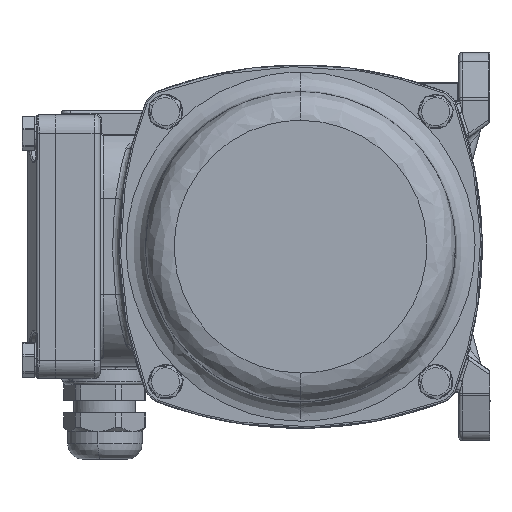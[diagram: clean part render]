
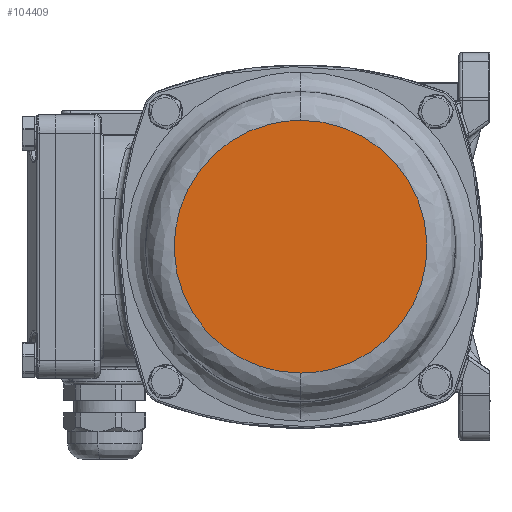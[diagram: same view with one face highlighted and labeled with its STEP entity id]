
A CAD part, left-side view. The second image highlights one B-rep face of the part: STEP entity #104409.
In plain terms, the highlighted planar face has unit normal (-1, 0, 0).
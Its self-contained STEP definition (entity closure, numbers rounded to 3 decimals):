
#663 = VERTEX_POINT ( 'NONE', #24667 ) ;
#11401 = CARTESIAN_POINT ( 'NONE',  ( -34., -86.344, -15.676 ) ) ;
#21119 = CARTESIAN_POINT ( 'NONE',  ( -34., -10.656, -15.676 ) ) ;
#23043 = CARTESIAN_POINT ( 'NONE',  ( -34., -45.836, -40.7 ) ) ;
#23992 = CARTESIAN_POINT ( 'NONE',  ( -34., -48.5, 40.7 ) ) ;
#24667 = CARTESIAN_POINT ( 'NONE',  ( -34., -48.5, -40.7 ) ) ;
#31927 = ORIENTED_EDGE ( 'NONE', *, *, #204965, .F. ) ;
#43035 = CARTESIAN_POINT ( 'NONE',  ( -34., -51.164, -40.7 ) ) ;
#43507 = CARTESIAN_POINT ( 'NONE',  ( -34., -16.988, 25.861 ) ) ;
#51048 = B_SPLINE_CURVE_WITH_KNOTS ( 'NONE', 3,
 ( #232091, #278649, #255359, #234974, #124133, #191182, #120277, #55176, #143535, #209718, #210693, #99797, #277686, #144486, #11401, #166872, #145451, #56130, #78468, #123167, #43035, #285080 ),
 .UNSPECIFIED., .F., .F.,
 ( 4, 1, 1, 1, 1, 1, 1, 1, 1, 1, 1, 1, 1, 1, 1, 1, 1, 1, 1, 4 ),
 ( 0., 0.031, 0.063, 0.094, 0.125, 0.188, 0.25, 0.281, 0.313, 0.375, 0.438, 0.5, 0.563, 0.625, 0.688, 0.75, 0.813, 0.875, 0.938, 1. ),
 .UNSPECIFIED. ) ;
#55176 = CARTESIAN_POINT ( 'NONE',  ( -34., -76.433, 29.811 ) ) ;
#56130 = CARTESIAN_POINT ( 'NONE',  ( -34., -71.257, -34.059 ) ) ;
#60961 = EDGE_LOOP ( 'NONE', ( #31927, #287390 ) ) ;
#67787 = CARTESIAN_POINT ( 'NONE',  ( -34., -31.648, 37.215 ) ) ;
#73862 = DIRECTION ( 'NONE',  ( 1., 0., 0. ) ) ;
#74825 = DIRECTION ( 'NONE',  ( 0., 1., 0. ) ) ;
#78468 = CARTESIAN_POINT ( 'NONE',  ( -34., -64.176, -37.844 ) ) ;
#82461 = CARTESIAN_POINT ( 'NONE',  ( -34., -48.5, -40.7 ) ) ;
#91056 = CARTESIAN_POINT ( 'NONE',  ( -34., -8.325, -7.991 ) ) ;
#94261 = PLANE ( 'NONE',  #212481 ) ;
#99797 = CARTESIAN_POINT ( 'NONE',  ( -34., -88.675, 7.992 ) ) ;
#104409 = ADVANCED_FACE ( 'NONE', ( #257181 ), #94261, .F. ) ;
#108641 = CARTESIAN_POINT ( 'NONE',  ( -34., -40.547, 39.982 ) ) ;
#108802 = B_SPLINE_CURVE_WITH_KNOTS ( 'NONE', 3,
 ( #82461, #23043, #222366, #157107, #110549, #130982, #178554, #21119, #91056, #266059, #176637, #154256, #111508, #43507, #267966, #199028, #67787, #153293, #108641, #223335, #286521, #23992 ),
 .UNSPECIFIED., .F., .F.,
 ( 4, 1, 1, 1, 1, 1, 1, 1, 1, 1, 1, 1, 1, 1, 1, 1, 1, 1, 1, 4 ),
 ( 0., 0.062, 0.125, 0.187, 0.25, 0.312, 0.375, 0.437, 0.5, 0.562, 0.625, 0.687, 0.719, 0.75, 0.812, 0.875, 0.906, 0.937, 0.969, 1. ),
 .UNSPECIFIED. ) ;
#110549 = CARTESIAN_POINT ( 'NONE',  ( -34., -25.743, -34.059 ) ) ;
#111508 = CARTESIAN_POINT ( 'NONE',  ( -34., -13.813, 21.581 ) ) ;
#120277 = CARTESIAN_POINT ( 'NONE',  ( -34., -71.258, 34.059 ) ) ;
#123167 = CARTESIAN_POINT ( 'NONE',  ( -34., -56.491, -40.175 ) ) ;
#124133 = CARTESIAN_POINT ( 'NONE',  ( -34., -60.334, 39.01 ) ) ;
#130982 = CARTESIAN_POINT ( 'NONE',  ( -34., -19.535, -28.965 ) ) ;
#143535 = CARTESIAN_POINT ( 'NONE',  ( -34., -80.012, 25.861 ) ) ;
#144486 = CARTESIAN_POINT ( 'NONE',  ( -34., -88.675, -7.991 ) ) ;
#145451 = CARTESIAN_POINT ( 'NONE',  ( -34., -77.465, -28.965 ) ) ;
#153293 = CARTESIAN_POINT ( 'NONE',  ( -34., -36.666, 39.01 ) ) ;
#154256 = CARTESIAN_POINT ( 'NONE',  ( -34., -10.655, 15.675 ) ) ;
#157107 = CARTESIAN_POINT ( 'NONE',  ( -34., -32.824, -37.844 ) ) ;
#166872 = CARTESIAN_POINT ( 'NONE',  ( -34., -82.559, -22.757 ) ) ;
#176637 = CARTESIAN_POINT ( 'NONE',  ( -34., -8.325, 7.992 ) ) ;
#178554 = CARTESIAN_POINT ( 'NONE',  ( -34., -14.441, -22.757 ) ) ;
#178758 = CARTESIAN_POINT ( 'NONE',  ( -34., -48.5, 40.7 ) ) ;
#191182 = CARTESIAN_POINT ( 'NONE',  ( -34., -65.352, 37.215 ) ) ;
#199028 = CARTESIAN_POINT ( 'NONE',  ( -34., -25.742, 34.059 ) ) ;
#204965 = EDGE_CURVE ( 'NONE', #243512, #663, #51048, .T. ) ;
#209718 = CARTESIAN_POINT ( 'NONE',  ( -34., -83.187, 21.581 ) ) ;
#210693 = CARTESIAN_POINT ( 'NONE',  ( -34., -86.345, 15.675 ) ) ;
#212481 = AXIS2_PLACEMENT_3D ( 'NONE', #253607, #73862, #74825 ) ;
#222366 = CARTESIAN_POINT ( 'NONE',  ( -34., -40.509, -40.175 ) ) ;
#223335 = CARTESIAN_POINT ( 'NONE',  ( -34., -44.504, 40.569 ) ) ;
#232091 = CARTESIAN_POINT ( 'NONE',  ( -34., -48.5, 40.7 ) ) ;
#234009 = EDGE_CURVE ( 'NONE', #663, #243512, #108802, .T. ) ;
#234974 = CARTESIAN_POINT ( 'NONE',  ( -34., -56.453, 39.982 ) ) ;
#243512 = VERTEX_POINT ( 'NONE', #178758 ) ;
#253607 = CARTESIAN_POINT ( 'NONE',  ( -34., -148.3, -99.8 ) ) ;
#255359 = CARTESIAN_POINT ( 'NONE',  ( -34., -52.496, 40.569 ) ) ;
#257181 = FACE_OUTER_BOUND ( 'NONE', #60961, .T. ) ;
#266059 = CARTESIAN_POINT ( 'NONE',  ( -34., -7.538, 0. ) ) ;
#267966 = CARTESIAN_POINT ( 'NONE',  ( -34., -20.567, 29.811 ) ) ;
#277686 = CARTESIAN_POINT ( 'NONE',  ( -34., -89.462, 0. ) ) ;
#278649 = CARTESIAN_POINT ( 'NONE',  ( -34., -49.831, 40.7 ) ) ;
#285080 = CARTESIAN_POINT ( 'NONE',  ( -34., -48.5, -40.7 ) ) ;
#286521 = CARTESIAN_POINT ( 'NONE',  ( -34., -47.169, 40.7 ) ) ;
#287390 = ORIENTED_EDGE ( 'NONE', *, *, #234009, .F. ) ;
